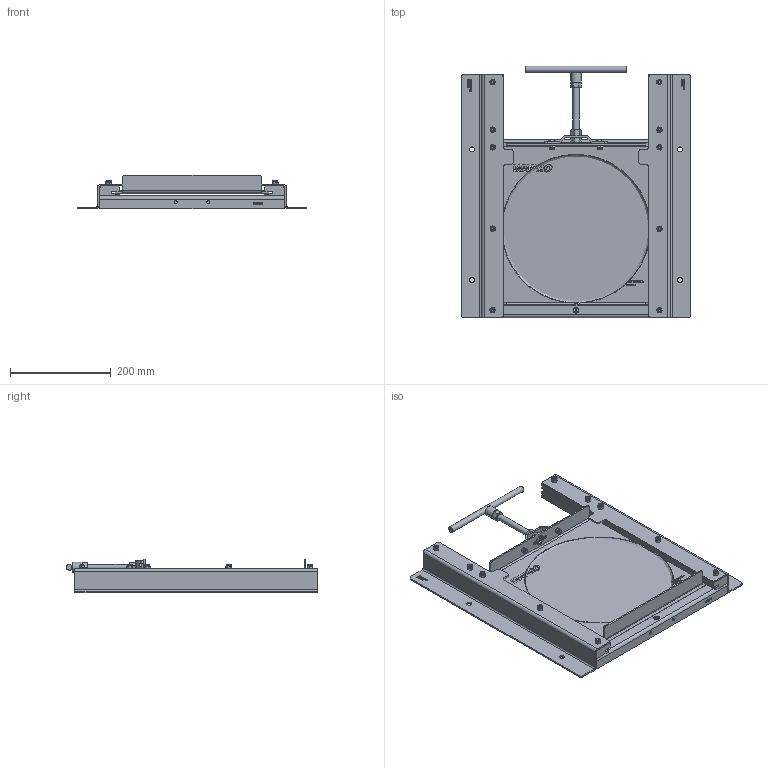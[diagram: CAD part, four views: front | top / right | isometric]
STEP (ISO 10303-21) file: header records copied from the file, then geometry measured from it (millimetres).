
FILE_DESCRIPTION (( 'STEP AP203' ), '1' );
FILE_NAME ('077564.STEP', '2025-06-02T05:40:47', ( '' ), ( '' ), 'SwSTEP 2.0', 'SolidWorks 2023', '' );
FILE_SCHEMA (( 'CONFIG_CONTROL_DESIGN' ));
Length unit declared in the file: millimetre
Products named in the file (1): 077564
Bounding box: 456 x 500.39 x 66.94 mm (x, y, z)
Surface area: 891359.1 mm2 (no closed solid volume)
Topology: 0 solids, 71 shells, 628 faces, 2419 edges, 1891 vertices
Faces by surface type: plane 396, cone 115, cylinder 105, torus 12
Full cylindrical faces by diameter (mm): 6 x5, 6.6 x2, 7.143 x9, 8 x2, 10 x20, 11.57 x6, 12 x2, 13 x2, 18 x4, 20 x2, 251 x1
Entity records: 32647 total; most frequent: CARTESIAN_POINT 13630, ORIENTED_EDGE 3781, DIRECTION 3283, EDGE_CURVE 2304, VERTEX_POINT 1868, AXIS2_PLACEMENT_3D 1121, VECTOR 1041, LINE 1041
